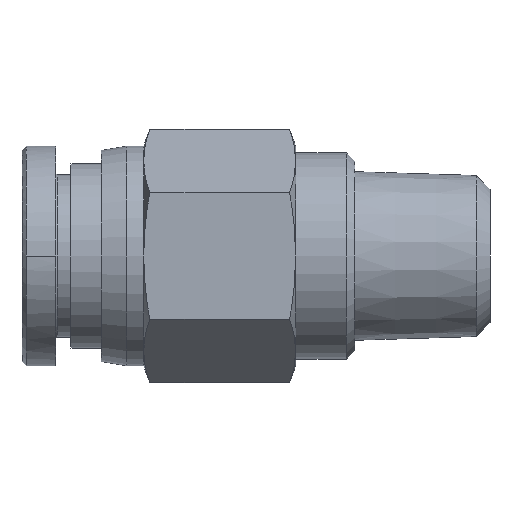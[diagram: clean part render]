
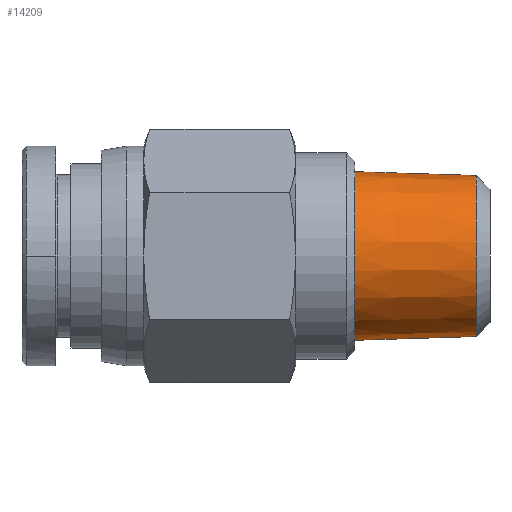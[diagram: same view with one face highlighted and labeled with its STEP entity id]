
A CAD part, left-side view. The second image highlights one B-rep face of the part: STEP entity #14209.
In plain terms, the highlighted conical face has half-angle 1.79 degrees and reference radius 4.865 mm.
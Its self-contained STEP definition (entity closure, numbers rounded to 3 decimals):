
#455=CARTESIAN_POINT('',(-4.765,-19.7,0.));
#456=VERTEX_POINT('',#455);
#457=CARTESIAN_POINT('',(-4.99,-12.5,0.0));
#458=VERTEX_POINT('',#457);
#459=CARTESIAN_POINT('',(-4.765,-19.7,0.));
#460=DIRECTION('',(-0.031,1.,0.));
#461=VECTOR('',#460,7.204);
#462=LINE('',#459,#461);
#463=EDGE_CURVE('',#456,#458,#462,.T.);
#465=CARTESIAN_POINT('',(4.765,-19.7,0.));
#466=VERTEX_POINT('',#465);
#474=CARTESIAN_POINT('',(4.99,-12.5,0.));
#475=VERTEX_POINT('',#474);
#476=CARTESIAN_POINT('',(4.99,-12.5,0.));
#477=DIRECTION('',(-0.031,-1.,0.));
#478=VECTOR('',#477,7.204);
#479=LINE('',#476,#478);
#480=EDGE_CURVE('',#475,#466,#479,.T.);
#520=CARTESIAN_POINT('',(0.,-19.7,0.));
#521=DIRECTION('',(0.0,-1.0,0.0));
#522=DIRECTION('',(1.0,0.0,0.0));
#523=AXIS2_PLACEMENT_3D('',#520,#521,#522);
#524=CIRCLE('',#523,4.765);
#525=EDGE_CURVE('',#456,#466,#524,.T.);
#13905=CARTESIAN_POINT('',(0.,-12.5,0.0));
#13906=DIRECTION('',(0.0,1.0,0.0));
#13907=DIRECTION('',(-1.0,0.0,0.0));
#13908=AXIS2_PLACEMENT_3D('',#13905,#13906,#13907);
#13909=CIRCLE('',#13908,4.99);
#13910=EDGE_CURVE('',#475,#458,#13909,.T.);
#14198=CARTESIAN_POINT('',(0.,-16.5,0.0));
#14199=DIRECTION('',(0.0,1.0,0.0));
#14200=DIRECTION('',(-1.0,0.0,0.0));
#14201=AXIS2_PLACEMENT_3D('',#14198,#14199,#14200);
#14202=CONICAL_SURFACE('',#14201,4.865,1.79);
#14203=ORIENTED_EDGE('',*,*,#463,.T.);
#14204=ORIENTED_EDGE('',*,*,#13910,.F.);
#14205=ORIENTED_EDGE('',*,*,#480,.T.);
#14206=ORIENTED_EDGE('',*,*,#525,.F.);
#14207=EDGE_LOOP('',(#14203,#14204,#14205,#14206));
#14208=FACE_OUTER_BOUND('',#14207,.T.);
#14209=ADVANCED_FACE('',(#14208),#14202,.T.);
